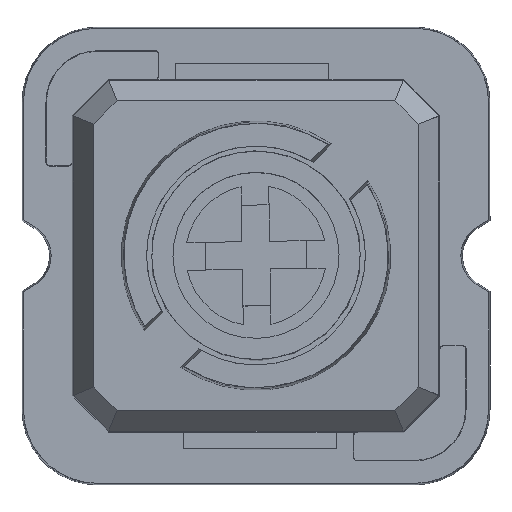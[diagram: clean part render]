
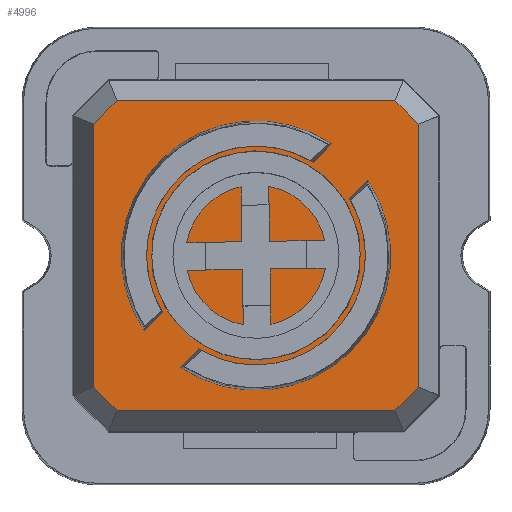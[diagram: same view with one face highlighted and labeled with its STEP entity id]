
A CAD part, top view. The second image highlights one B-rep face of the part: STEP entity #4996.
In plain terms, the highlighted planar face has unit normal (0, 0, 1).
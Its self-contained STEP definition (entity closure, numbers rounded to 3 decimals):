
#27=FACE_BOUND('',#598,.T.);
#28=FACE_BOUND('',#599,.T.);
#309=FACE_OUTER_BOUND('',#597,.T.);
#597=EDGE_LOOP('',(#4059,#4060,#4061,#4062,#4063,#4064,#4065,#4066));
#598=EDGE_LOOP('',(#4067,#4068,#4069,#4070));
#599=EDGE_LOOP('',(#4071,#4072,#4073,#4074));
#809=CIRCLE('',#5409,4.35);
#810=CIRCLE('',#5410,5.355);
#811=CIRCLE('',#5411,5.355);
#812=CIRCLE('',#5412,4.35);
#1206=LINE('',#7998,#1772);
#1230=LINE('',#8045,#1796);
#1236=LINE('',#8055,#1802);
#1237=LINE('',#8057,#1803);
#1243=LINE('',#8069,#1809);
#1244=LINE('',#8071,#1810);
#1245=LINE('',#8072,#1811);
#1246=LINE('',#8073,#1812);
#1247=LINE('',#8076,#1813);
#1248=LINE('',#8080,#1814);
#1249=LINE('',#8084,#1815);
#1250=LINE('',#8088,#1816);
#1772=VECTOR('',#6444,10.);
#1796=VECTOR('',#6494,10.);
#1802=VECTOR('',#6504,10.);
#1803=VECTOR('',#6507,10.);
#1809=VECTOR('',#6519,10.);
#1810=VECTOR('',#6520,10.);
#1811=VECTOR('',#6521,10.);
#1812=VECTOR('',#6522,10.);
#1813=VECTOR('',#6523,1000.);
#1814=VECTOR('',#6526,1000.);
#1815=VECTOR('',#6529,1000.);
#1816=VECTOR('',#6532,1000.);
#2281=VERTEX_POINT('',#7995);
#2282=VERTEX_POINT('',#7997);
#2291=VERTEX_POINT('',#8042);
#2292=VERTEX_POINT('',#8044);
#2293=VERTEX_POINT('',#8051);
#2294=VERTEX_POINT('',#8053);
#2297=VERTEX_POINT('',#8068);
#2298=VERTEX_POINT('',#8070);
#2299=VERTEX_POINT('',#8074);
#2300=VERTEX_POINT('',#8075);
#2301=VERTEX_POINT('',#8077);
#2302=VERTEX_POINT('',#8079);
#2303=VERTEX_POINT('',#8082);
#2304=VERTEX_POINT('',#8083);
#2305=VERTEX_POINT('',#8085);
#2306=VERTEX_POINT('',#8087);
#2893=EDGE_CURVE('',#2281,#2282,#1206,.T.);
#2919=EDGE_CURVE('',#2292,#2291,#1230,.T.);
#2925=EDGE_CURVE('',#2294,#2293,#1236,.T.);
#2926=EDGE_CURVE('',#2293,#2291,#1237,.T.);
#2932=EDGE_CURVE('',#2297,#2282,#1243,.T.);
#2933=EDGE_CURVE('',#2281,#2298,#1244,.T.);
#2934=EDGE_CURVE('',#2298,#2292,#1245,.T.);
#2935=EDGE_CURVE('',#2297,#2294,#1246,.T.);
#2936=EDGE_CURVE('',#2299,#2300,#1247,.T.);
#2937=EDGE_CURVE('',#2300,#2301,#809,.T.);
#2938=EDGE_CURVE('',#2301,#2302,#1248,.T.);
#2939=EDGE_CURVE('',#2299,#2302,#810,.T.);
#2940=EDGE_CURVE('',#2303,#2304,#1249,.T.);
#2941=EDGE_CURVE('',#2305,#2304,#811,.T.);
#2942=EDGE_CURVE('',#2305,#2306,#1250,.T.);
#2943=EDGE_CURVE('',#2306,#2303,#812,.T.);
#4059=ORIENTED_EDGE('',*,*,#2932,.T.);
#4060=ORIENTED_EDGE('',*,*,#2893,.F.);
#4061=ORIENTED_EDGE('',*,*,#2933,.T.);
#4062=ORIENTED_EDGE('',*,*,#2934,.T.);
#4063=ORIENTED_EDGE('',*,*,#2919,.T.);
#4064=ORIENTED_EDGE('',*,*,#2926,.F.);
#4065=ORIENTED_EDGE('',*,*,#2925,.F.);
#4066=ORIENTED_EDGE('',*,*,#2935,.F.);
#4067=ORIENTED_EDGE('',*,*,#2936,.T.);
#4068=ORIENTED_EDGE('',*,*,#2937,.T.);
#4069=ORIENTED_EDGE('',*,*,#2938,.T.);
#4070=ORIENTED_EDGE('',*,*,#2939,.F.);
#4071=ORIENTED_EDGE('',*,*,#2940,.T.);
#4072=ORIENTED_EDGE('',*,*,#2941,.F.);
#4073=ORIENTED_EDGE('',*,*,#2942,.T.);
#4074=ORIENTED_EDGE('',*,*,#2943,.T.);
#4731=PLANE('',#5408);
#4996=ADVANCED_FACE('',(#309,#27,#28),#4731,.F.);
#5408=AXIS2_PLACEMENT_3D('',#8067,#6517,#6518);
#5409=AXIS2_PLACEMENT_3D('',#8078,#6524,#6525);
#5410=AXIS2_PLACEMENT_3D('',#8081,#6527,#6528);
#5411=AXIS2_PLACEMENT_3D('',#8086,#6530,#6531);
#5412=AXIS2_PLACEMENT_3D('',#8089,#6533,#6534);
#6444=DIRECTION('',(-0.707,-0.707,0.));
#6494=DIRECTION('',(-1.,0.,0.));
#6504=DIRECTION('',(0.,1.,0.));
#6507=DIRECTION('',(0.707,0.707,0.));
#6517=DIRECTION('center_axis',(0.,0.,-1.));
#6518=DIRECTION('ref_axis',(-1.,0.,0.));
#6519=DIRECTION('',(1.,0.,0.));
#6520=DIRECTION('',(0.,1.,0.));
#6521=DIRECTION('',(-0.707,0.707,0.));
#6522=DIRECTION('',(-0.707,0.707,0.));
#6523=DIRECTION('',(-0.707,-0.707,0.));
#6524=DIRECTION('center_axis',(0.,0.,1.));
#6525=DIRECTION('ref_axis',(1.,0.,0.));
#6526=DIRECTION('',(-0.707,-0.707,0.));
#6527=DIRECTION('center_axis',(0.,0.,1.));
#6528=DIRECTION('ref_axis',(-1.,0.,0.));
#6529=DIRECTION('',(0.707,0.707,0.));
#6530=DIRECTION('center_axis',(0.,0.,1.));
#6531=DIRECTION('ref_axis',(-1.,0.,0.));
#6532=DIRECTION('',(0.707,0.707,0.));
#6533=DIRECTION('center_axis',(0.,0.,1.));
#6534=DIRECTION('ref_axis',(1.,0.,0.));
#7995=CARTESIAN_POINT('',(6.457,-5.22,9.));
#7997=CARTESIAN_POINT('',(5.52,-6.157,9.));
#7998=CARTESIAN_POINT('',(5.56,-6.117,9.));
#8042=CARTESIAN_POINT('',(-5.52,6.157,9.));
#8044=CARTESIAN_POINT('',(5.52,6.157,9.));
#8045=CARTESIAN_POINT('',(2.928,6.157,9.));
#8051=CARTESIAN_POINT('',(-6.457,5.22,9.));
#8053=CARTESIAN_POINT('',(-6.457,-5.22,9.));
#8055=CARTESIAN_POINT('',(-6.457,2.778,9.));
#8057=CARTESIAN_POINT('',(-5.56,6.117,9.));
#8067=CARTESIAN_POINT('Origin',(0.,0.,9.));
#8068=CARTESIAN_POINT('',(-5.52,-6.157,9.));
#8069=CARTESIAN_POINT('',(0.,-6.157,9.));
#8070=CARTESIAN_POINT('',(6.457,5.22,9.));
#8071=CARTESIAN_POINT('',(6.457,-2.778,9.));
#8072=CARTESIAN_POINT('',(6.267,5.41,9.));
#8073=CARTESIAN_POINT('',(-6.267,-5.41,9.));
#8074=CARTESIAN_POINT('',(2.996,4.438,9.));
#8075=CARTESIAN_POINT('',(2.269,3.712,9.));
#8076=CARTESIAN_POINT('',(3.206,4.649,9.));
#8077=CARTESIAN_POINT('',(-3.712,-2.269,9.));
#8078=CARTESIAN_POINT('Origin',(0.,0.,9.));
#8079=CARTESIAN_POINT('',(-4.438,-2.996,9.));
#8080=CARTESIAN_POINT('',(3.206,4.649,9.));
#8081=CARTESIAN_POINT('Origin',(0.,0.,9.));
#8082=CARTESIAN_POINT('',(3.712,2.269,9.));
#8083=CARTESIAN_POINT('',(4.438,2.996,9.));
#8084=CARTESIAN_POINT('',(-3.206,-4.649,9.));
#8085=CARTESIAN_POINT('',(-2.996,-4.438,9.));
#8086=CARTESIAN_POINT('Origin',(0.,0.,9.));
#8087=CARTESIAN_POINT('',(-2.269,-3.712,9.));
#8088=CARTESIAN_POINT('',(-3.206,-4.649,9.));
#8089=CARTESIAN_POINT('Origin',(0.,0.,9.));
